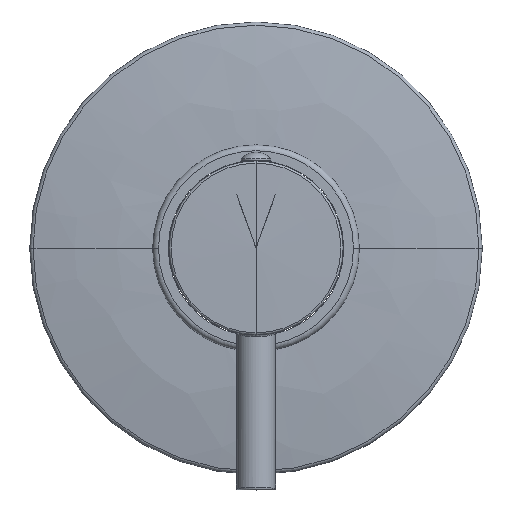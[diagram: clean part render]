
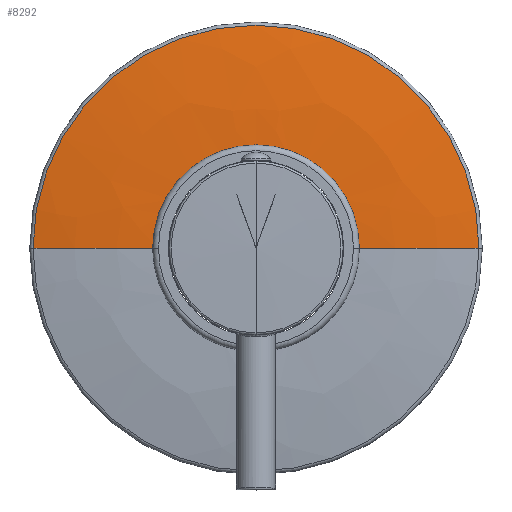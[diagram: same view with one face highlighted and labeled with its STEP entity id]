
A CAD part, top view. The second image highlights one B-rep face of the part: STEP entity #8292.
In plain terms, the highlighted free-form (B-spline) face has degree [3, 3] with [7, 4] control points.
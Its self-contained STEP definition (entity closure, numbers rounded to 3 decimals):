
#7931=CARTESIAN_POINT('',(0.,0.,-4.5));
#7932=DIRECTION('',(0.,0.,-1.));
#7933=DIRECTION('',(-1.,0.,0.));
#7934=AXIS2_PLACEMENT_3D('',#7931,#7932,#7933);
#7936=CARTESIAN_POINT('',(0.,0.,-7.351));
#7937=DIRECTION('',(0.,0.,1.));
#7938=DIRECTION('',(1.,0.,0.));
#7939=AXIS2_PLACEMENT_3D('',#7936,#7937,#7938);
#7956=CARTESIAN_POINT('',(-25.,0.,-187.5));
#7957=DIRECTION('',(0.,1.,0.));
#7958=DIRECTION('',(-0.176,0.,0.984));
#7959=AXIS2_PLACEMENT_3D('',#7956,#7957,#7958);
#7961=CARTESIAN_POINT('',(25.,0.,-187.5));
#7962=DIRECTION('',(0.,-1.,0.));
#7963=DIRECTION('',(0.176,0.,0.984));
#7964=AXIS2_PLACEMENT_3D('',#7961,#7962,#7963);
#8004=CARTESIAN_POINT('',(-25.,0.,-4.5));
#8006=VERTEX_POINT('',#8004);
#8008=CARTESIAN_POINT('',(25.,0.,-4.5));
#8010=VERTEX_POINT('',#8008);
#8020=CARTESIAN_POINT('',(-57.176,0.,-7.351));
#8021=CARTESIAN_POINT('',(57.176,0.,
-7.351));
#8022=VERTEX_POINT('',#8020);
#8023=VERTEX_POINT('',#8021);
#8254=CARTESIAN_POINT('',(-24.305,-1.529,
-4.501));
#8255=CARTESIAN_POINT('',(-35.511,-2.234,
-4.461));
#8256=CARTESIAN_POINT('',(-46.674,-2.936,
-5.452));
#8257=CARTESIAN_POINT('',(-57.698,-3.63,
-7.466));
#8258=CARTESIAN_POINT('',(-25.246,13.428,
-4.501));
#8259=CARTESIAN_POINT('',(-36.886,19.619,
-4.461));
#8260=CARTESIAN_POINT('',(-48.481,25.786,
-5.452));
#8261=CARTESIAN_POINT('',(-59.932,31.877,
-7.466));
#8262=CARTESIAN_POINT('',(-14.987,24.353,
-4.501));
#8263=CARTESIAN_POINT('',(-21.897,35.581,
-4.461));
#8264=CARTESIAN_POINT('',(-28.78,46.766,
-5.452));
#8265=CARTESIAN_POINT('',(-35.578,57.812,
-7.466));
#8266=CARTESIAN_POINT('',(0.,24.353,-4.501));
#8267=CARTESIAN_POINT('',(0.,35.581,-4.461));
#8268=CARTESIAN_POINT('',(0.,46.766,-5.452));
#8269=CARTESIAN_POINT('',(0.,57.812,
-7.466));
#8270=CARTESIAN_POINT('',(14.987,24.353,-4.501));
#8271=CARTESIAN_POINT('',(21.897,35.581,-4.461));
#8272=CARTESIAN_POINT('',(28.78,46.766,-5.452));
#8273=CARTESIAN_POINT('',(35.578,57.812,-7.466));
#8274=CARTESIAN_POINT('',(25.246,13.428,-4.501));
#8275=CARTESIAN_POINT('',(36.886,19.619,-4.461));
#8276=CARTESIAN_POINT('',(48.481,25.786,-5.452));
#8277=CARTESIAN_POINT('',(59.932,31.877,-7.466));
#8278=CARTESIAN_POINT('',(24.305,-1.529,
-4.501));
#8279=CARTESIAN_POINT('',(35.511,-2.234,
-4.461));
#8280=CARTESIAN_POINT('',(46.674,-2.936,
-5.452));
#8281=CARTESIAN_POINT('',(57.698,-3.63,
-7.466));
#8282=(BOUNDED_SURFACE()B_SPLINE_SURFACE(3,3,((#8254,#8255,#8256,#8257),(#8258,
#8259,#8260,#8261),(#8262,#8263,#8264,#8265),(#8266,#8267,#8268,#8269),(#8270,
#8271,#8272,#8273),(#8274,#8275,#8276,#8277),(#8278,#8279,#8280,#8281)),
.UNSPECIFIED.,.F.,.F.,.F.)B_SPLINE_SURFACE_WITH_KNOTS((4,3,4),(4,4),(0.,1.,
2.),(0.,1.),.UNSPECIFIED.)GEOMETRIC_REPRESENTATION_ITEM()RATIONAL_B_SPLINE_SURFACE(((1.19,1.186,1.186,1.19),(
0.94,0.937,0.937,0.94),(
0.94,0.937,0.937,0.94),(
1.19,1.186,1.186,1.19),(
0.94,0.937,0.937,0.94),(
0.94,0.937,0.937,0.94),(
1.19,1.186,1.186,1.19)))REPRESENTATION_ITEM('')SURFACE());
#8284=ORIENTED_EDGE('',*,*,#8283,.F.);
#8286=ORIENTED_EDGE('',*,*,#8285,.T.);
#8287=ORIENTED_EDGE('',*,*,#8240,.F.);
#8289=ORIENTED_EDGE('',*,*,#8288,.F.);
#8290=EDGE_LOOP('',(#8284,#8286,#8287,#8289));
#8291=FACE_OUTER_BOUND('',#8290,.F.);
#8292=ADVANCED_FACE('',(#8291),#8282,.T.);
#7935=CIRCLE('',#7934,25.);
#7940=CIRCLE('',#7939,57.176);
#7960=CIRCLE('',#7959,183.);
#7965=CIRCLE('',#7964,183.);
#8240=EDGE_CURVE('',#8006,#8010,#7935,.T.);
#8283=EDGE_CURVE('',#8023,#8022,#7940,.T.);
#8285=EDGE_CURVE('',#8023,#8010,#7965,.T.);
#8288=EDGE_CURVE('',#8022,#8006,#7960,.T.);
